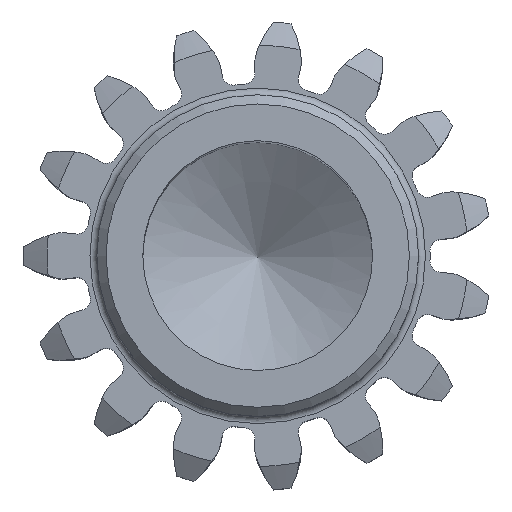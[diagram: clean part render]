
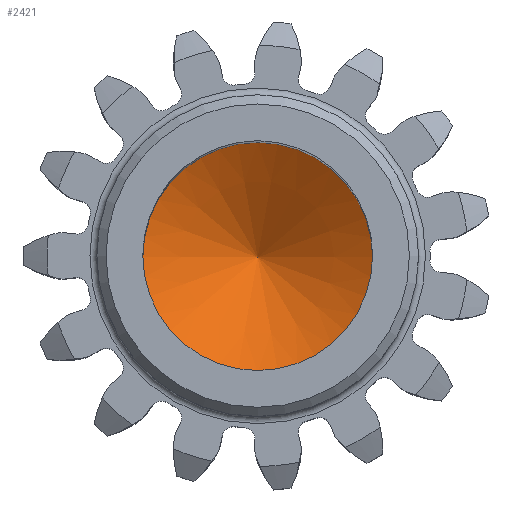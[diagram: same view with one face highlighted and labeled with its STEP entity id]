
A CAD part, top view. The second image highlights one B-rep face of the part: STEP entity #2421.
In plain terms, the highlighted conical face has half-angle 59 degrees and reference radius 2.5 mm.
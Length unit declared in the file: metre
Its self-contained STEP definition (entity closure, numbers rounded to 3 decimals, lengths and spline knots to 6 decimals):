
#12=VERTEX_LOOP('',#1796);
#75=CONICAL_SURFACE('',#2697,0.0025,1.03);
#420=CIRCLE('',#2698,0.0025);
#1166=ORIENTED_EDGE('',*,*,#1542,.F.);
#1542=EDGE_CURVE('',#1797,#1797,#420,.T.);
#1796=VERTEX_POINT('',#7034);
#1797=VERTEX_POINT('',#7036);
#2069=EDGE_LOOP('',(#1166));
#2219=FACE_BOUND('',#12,.T.);
#2220=FACE_BOUND('',#2069,.T.);
#2421=ADVANCED_FACE('',(#2219,#2220),#75,.F.);
#2697=AXIS2_PLACEMENT_3D('',#7033,#3314,#3315);
#2698=AXIS2_PLACEMENT_3D('',#7035,#3316,#3317);
#3314=DIRECTION('',(0.,0.,1.));
#3315=DIRECTION('',(1.,0.,0.));
#3316=DIRECTION('',(0.,0.,-1.));
#3317=DIRECTION('',(-1.,0.,0.));
#7033=CARTESIAN_POINT('',(-0.012731,-0.00735,0.0157));
#7034=CARTESIAN_POINT('',(-0.012731,-0.00735,0.014198));
#7035=CARTESIAN_POINT('',(-0.012731,-0.00735,0.0157));
#7036=CARTESIAN_POINT('',(-0.015231,-0.00735,0.0157));
